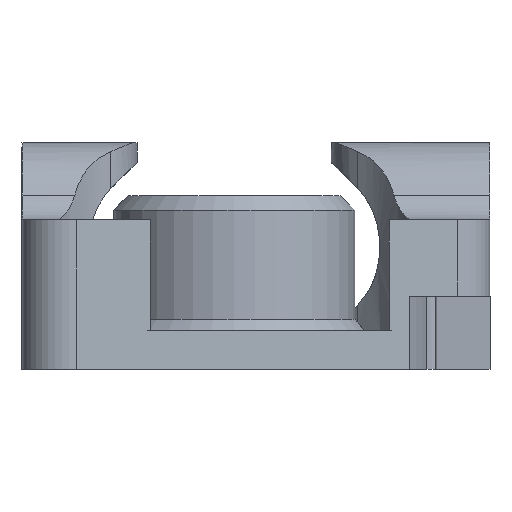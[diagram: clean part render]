
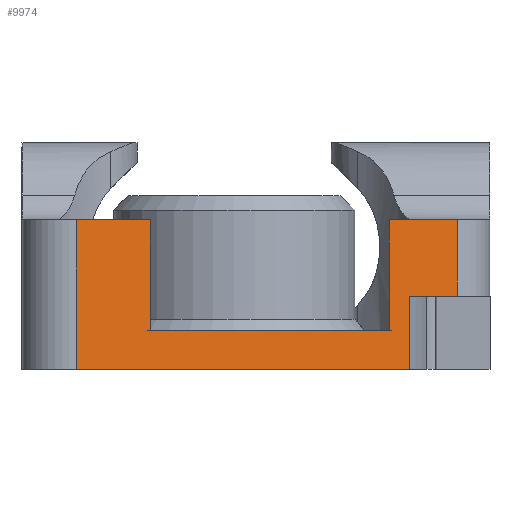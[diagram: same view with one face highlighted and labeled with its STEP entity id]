
A CAD part, left-side view. The second image highlights one B-rep face of the part: STEP entity #9974.
In plain terms, the highlighted planar face has unit normal (-0.969, -0.249, 0).
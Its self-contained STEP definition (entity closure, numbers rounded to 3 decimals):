
#1235=PLANE('',#10341);
#1771=FACE_OUTER_BOUND('',#2360,.T.);
#2360=EDGE_LOOP('',(#9366,#9367,#9368,#9369,#9370,#9371,#9372,#9373,#9374,
#9375));
#2395=LINE('',#11888,#3074);
#2397=LINE('',#11897,#3076);
#2935=LINE('',#19441,#3614);
#2986=LINE('',#20274,#3665);
#3001=LINE('',#20742,#3680);
#3011=LINE('',#20888,#3690);
#3028=LINE('',#20959,#3707);
#3033=LINE('',#20982,#3712);
#3036=LINE('',#20989,#3715);
#3040=LINE('',#20997,#3719);
#3074=VECTOR('',#10478,10.);
#3076=VECTOR('',#10488,10.);
#3614=VECTOR('',#11244,10.);
#3665=VECTOR('',#11469,10.);
#3680=VECTOR('',#11520,10.);
#3690=VECTOR('',#11602,10.);
#3707=VECTOR('',#11685,10.);
#3712=VECTOR('',#11704,10.);
#3715=VECTOR('',#11715,10.);
#3719=VECTOR('',#11727,10.);
#3904=VERTEX_POINT('',#11882);
#3906=VERTEX_POINT('',#11886);
#3909=VERTEX_POINT('',#11895);
#4686=VERTEX_POINT('',#19440);
#4781=VERTEX_POINT('',#20271);
#4782=VERTEX_POINT('',#20273);
#4817=VERTEX_POINT('',#20739);
#4818=VERTEX_POINT('',#20741);
#4851=VERTEX_POINT('',#20958);
#4852=VERTEX_POINT('',#20980);
#4916=EDGE_CURVE('',#3904,#3906,#2395,.T.);
#4921=EDGE_CURVE('',#3906,#3909,#2397,.T.);
#6086=EDGE_CURVE('',#4686,#3904,#2935,.T.);
#6224=EDGE_CURVE('',#4782,#4781,#2986,.T.);
#6275=EDGE_CURVE('',#4817,#4818,#3001,.T.);
#6316=EDGE_CURVE('',#4782,#4817,#3011,.T.);
#6346=EDGE_CURVE('',#4851,#4818,#3028,.T.);
#6354=EDGE_CURVE('',#4781,#4852,#3033,.T.);
#6357=EDGE_CURVE('',#3909,#4851,#3036,.T.);
#6361=EDGE_CURVE('',#4686,#4852,#3040,.T.);
#9366=ORIENTED_EDGE('',*,*,#4921,.T.);
#9367=ORIENTED_EDGE('',*,*,#6357,.T.);
#9368=ORIENTED_EDGE('',*,*,#6346,.T.);
#9369=ORIENTED_EDGE('',*,*,#6275,.F.);
#9370=ORIENTED_EDGE('',*,*,#6316,.F.);
#9371=ORIENTED_EDGE('',*,*,#6224,.T.);
#9372=ORIENTED_EDGE('',*,*,#6354,.T.);
#9373=ORIENTED_EDGE('',*,*,#6361,.F.);
#9374=ORIENTED_EDGE('',*,*,#6086,.T.);
#9375=ORIENTED_EDGE('',*,*,#4916,.T.);
#9974=ADVANCED_FACE('',(#1771),#1235,.T.);
#10341=AXIS2_PLACEMENT_3D('',#20996,#11725,#11726);
#10478=DIRECTION('',(0.,0.,1.));
#10488=DIRECTION('',(0.249,-0.969,0.));
#11244=DIRECTION('',(0.249,-0.969,0.));
#11469=DIRECTION('',(0.,0.,1.));
#11520=DIRECTION('',(0.,0.,1.));
#11602=DIRECTION('',(0.249,-0.969,0.));
#11685=DIRECTION('',(-0.249,0.969,0.));
#11704=DIRECTION('',(-0.249,0.969,0.));
#11715=DIRECTION('',(0.,0.,1.));
#11725=DIRECTION('center_axis',(-0.969,-0.249,0.));
#11726=DIRECTION('ref_axis',(0.249,-0.969,0.));
#11727=DIRECTION('',(0.,0.,1.));
#11882=CARTESIAN_POINT('',(-31.281,-18.169,0.));
#11886=CARTESIAN_POINT('',(-31.281,-18.169,7.6));
#11888=CARTESIAN_POINT('',(-31.281,-18.169,0.));
#11895=CARTESIAN_POINT('',(-30.008,-23.12,7.6));
#11897=CARTESIAN_POINT('',(-37.252,5.068,7.6));
#19440=CARTESIAN_POINT('',(-40.158,16.38,0.));
#19441=CARTESIAN_POINT('',(-40.158,16.38,0.));
#20271=CARTESIAN_POINT('',(-38.191,8.722,15.5));
#20273=CARTESIAN_POINT('',(-38.191,8.722,4.));
#20274=CARTESIAN_POINT('',(-38.191,8.722,0.));
#20739=CARTESIAN_POINT('',(-31.825,-16.05,4.));
#20741=CARTESIAN_POINT('',(-31.825,-16.05,15.5));
#20742=CARTESIAN_POINT('',(-31.825,-16.05,0.));
#20888=CARTESIAN_POINT('',(-40.158,16.38,4.));
#20958=CARTESIAN_POINT('',(-30.008,-23.12,15.5));
#20959=CARTESIAN_POINT('',(-35.277,-2.618,15.5));
#20980=CARTESIAN_POINT('',(-40.158,16.38,15.5));
#20982=CARTESIAN_POINT('',(-35.277,-2.618,15.5));
#20989=CARTESIAN_POINT('',(-30.008,-23.12,0.));
#20996=CARTESIAN_POINT('Origin',(-40.158,16.38,0.));
#20997=CARTESIAN_POINT('',(-40.158,16.38,0.));
